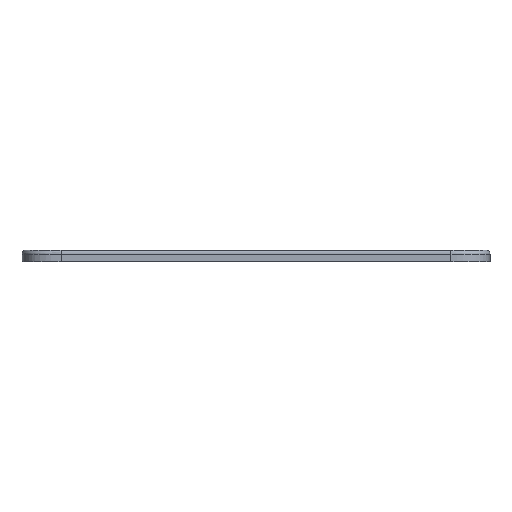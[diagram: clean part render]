
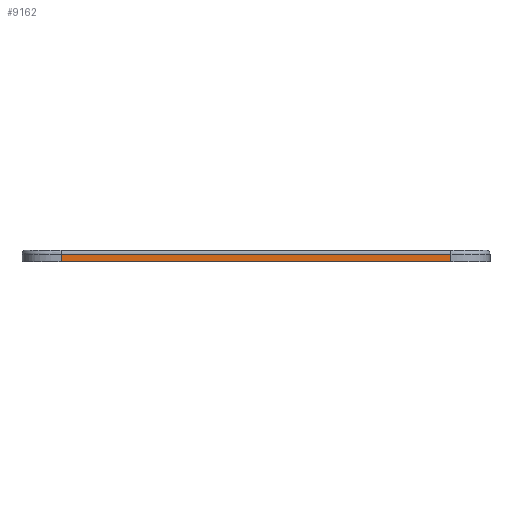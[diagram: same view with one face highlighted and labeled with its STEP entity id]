
A CAD part, left-side view. The second image highlights one B-rep face of the part: STEP entity #9162.
In plain terms, the highlighted planar face has unit normal (-1, 0, 0).
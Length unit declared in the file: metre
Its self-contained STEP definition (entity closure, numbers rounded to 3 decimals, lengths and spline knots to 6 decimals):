
#432=B_SPLINE_CURVE_WITH_KNOTS('',3,(#13439,#13440,#13441,#13442),
 .UNSPECIFIED.,.F.,.F.,(4,4),(0.,0.666667),.UNSPECIFIED.);
#433=B_SPLINE_CURVE_WITH_KNOTS('',3,(#13444,#13445,#13446,#13447),
 .UNSPECIFIED.,.F.,.F.,(4,4),(0.,1.),.UNSPECIFIED.);
#434=B_SPLINE_CURVE_WITH_KNOTS('',3,(#13449,#13450,#13451,#13452),
 .UNSPECIFIED.,.F.,.F.,(4,4),(0.333333,1.),.UNSPECIFIED.);
#1536=ORIENTED_EDGE('',*,*,#4241,.T.);
#1537=ORIENTED_EDGE('',*,*,#4242,.T.);
#1538=ORIENTED_EDGE('',*,*,#4243,.T.);
#1539=ORIENTED_EDGE('',*,*,#3877,.F.);
#3877=EDGE_CURVE('',#5290,#5291,#6142,.T.);
#4241=EDGE_CURVE('',#5290,#5587,#432,.T.);
#4242=EDGE_CURVE('',#5587,#5588,#433,.T.);
#4243=EDGE_CURVE('',#5588,#5291,#434,.T.);
#5290=VERTEX_POINT('',#12431);
#5291=VERTEX_POINT('',#12432);
#5587=VERTEX_POINT('',#13443);
#5588=VERTEX_POINT('',#13448);
#6142=LINE('',#12430,#6987);
#6987=VECTOR('',#10328,1.);
#7834=EDGE_LOOP('',(#1536,#1537,#1538,#1539));
#8403=FACE_BOUND('',#7834,.T.);
#8905=PLANE('',#9792);
#9162=ADVANCED_FACE('',(#8403),#8905,.T.);
#9792=AXIS2_PLACEMENT_3D('',#13438,#10780,#10781);
#10328=DIRECTION('',(0.,1.,0.));
#10780=DIRECTION('',(-1.,0.,0.));
#10781=DIRECTION('',(0.,0.,1.));
#12430=CARTESIAN_POINT('',(-0.060666,0.017401,0.));
#12431=CARTESIAN_POINT('',(-0.060666,0.002621,0.));
#12432=CARTESIAN_POINT('',(-0.060666,0.052401,0.));
#13438=CARTESIAN_POINT('',(-0.060666,0.017401,0.0015));
#13439=CARTESIAN_POINT('',(-0.060666,0.002621,0.));
#13440=CARTESIAN_POINT('',(-0.060666,0.002621,0.000333));
#13441=CARTESIAN_POINT('',(-0.060666,0.002621,0.000667));
#13442=CARTESIAN_POINT('',(-0.060666,0.002621,0.001));
#13443=CARTESIAN_POINT('',(-0.060666,0.002621,0.001));
#13444=CARTESIAN_POINT('',(-0.060666,0.002621,0.001));
#13445=CARTESIAN_POINT('',(-0.060666,0.019214,0.001));
#13446=CARTESIAN_POINT('',(-0.060666,0.035807,0.001));
#13447=CARTESIAN_POINT('',(-0.060666,0.052401,0.001));
#13448=CARTESIAN_POINT('',(-0.060666,0.052401,0.001));
#13449=CARTESIAN_POINT('',(-0.060666,0.052401,0.001));
#13450=CARTESIAN_POINT('',(-0.060666,0.052401,0.000667));
#13451=CARTESIAN_POINT('',(-0.060666,0.052401,0.000333));
#13452=CARTESIAN_POINT('',(-0.060666,0.052401,0.));
